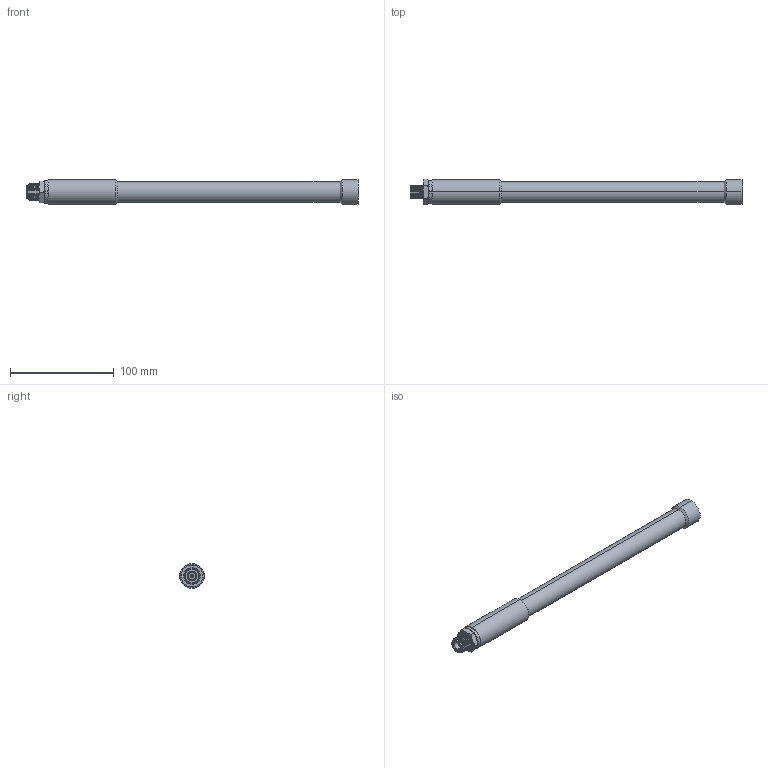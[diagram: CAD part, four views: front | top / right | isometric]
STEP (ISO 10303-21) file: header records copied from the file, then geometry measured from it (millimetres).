
FILE_DESCRIPTION (( 'STEP AP203' ), '1' );
FILE_NAME ('HG2407UP-NF.STEP', '2010-06-18T15:05:14', ( 'x' ), ( 'Microsoft' ), 'SwSTEP 2.0', 'SolidWorks 2010', '' );
FILE_SCHEMA (( 'CONFIG_CONTROL_DESIGN' ));
Length unit declared in the file: inch
Products named in the file (1): HG2407UP-NF
Bounding box: 320.66 x 24.37 x 24.03 mm (x, y, z)
Volume: 108581.7 mm3; surface area: 23198.2 mm2
Topology: 1 solids, 1 shells, 170 faces, 472 edges, 305 vertices
Faces by surface type: cone 99, plane 38, cylinder 19, torus 14
Entity records: 5983 total; most frequent: CARTESIAN_POINT 1684, ORIENTED_EDGE 940, DIRECTION 862, EDGE_CURVE 470, AXIS2_PLACEMENT_3D 371, VERTEX_POINT 305, CIRCLE 200, EDGE_LOOP 177
